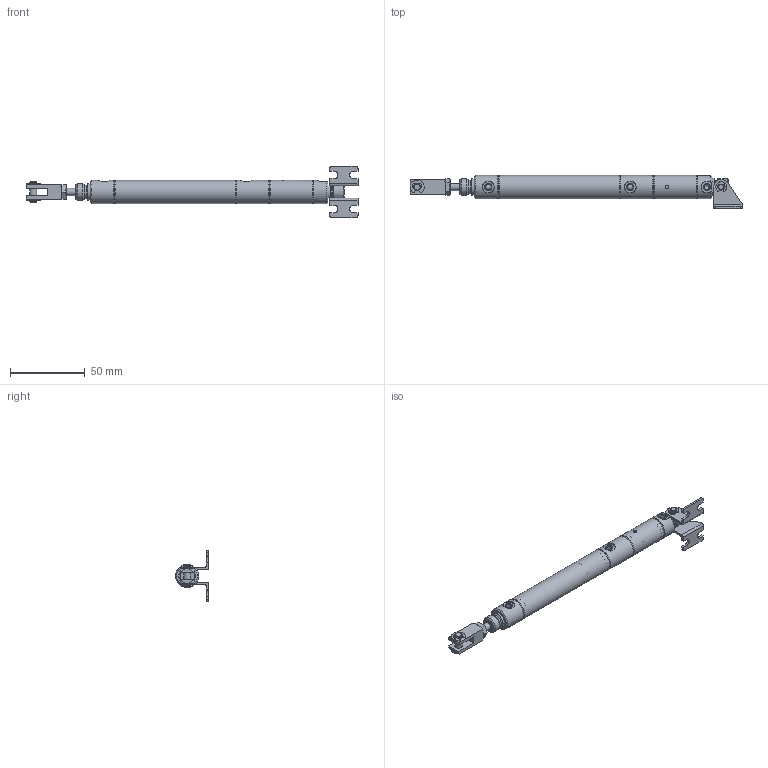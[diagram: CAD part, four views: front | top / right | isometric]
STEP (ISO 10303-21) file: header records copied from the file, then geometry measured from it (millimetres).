
FILE_DESCRIPTION( ( 'STEP AP203' ), '1' );
FILE_NAME( '020_25_2-DXP_D-850__D-12321-A__2_03.stp', ' ', ( ' ' ), ( ' ' ), 'PSStep 15.0.47', 'PARTsolutions', ' ' );
FILE_SCHEMA( ( 'CONFIG_CONTROL_DESIGN' ) );
Length unit declared in the file: inch
Products named in the file (20): 020.25/2-DXP(D-850)(D-12321-A); HI_020.25/2-DXP(D-850)(D-12321-A)0_dummy; HI_D-68355-XP--0; HI_D-75938XP-1.188; HI_D-15705rear_head; HI_D-8597; HI_D-12321-A-dummy; HI_D-9963_pin; HI_D-782_pin; HI_D-9769-clevis_pin; HI_D-9770-rr; HI_D-7516XP-3.25; HI_D-26368----0.5_rod_guide_cyl; HI_D-75080.25-2XP-4.531-3pos; HI_D-850-dummy; HI_D-14043; HI_D-12304; HI_D-5406; HI_D-5288; HI_D-95380.25-2XP-2.106-3pos
Assembly tree (21 placements, depth 2):
  020.25/2-DXP(D-850)(D-12321-A)
    HI_020.25/2-DXP(D-850)(D-12321-A)0_dummy
    HI_D-68355-XP--0
    HI_D-75938XP-1.188
    HI_D-15705rear_head
    HI_D-8597
    HI_D-12321-A-dummy
    HI_D-9963_pin
    HI_D-782_pin
    HI_D-9769-clevis_pin
    HI_D-9770-rr  x2
    HI_D-7516XP-3.25
    HI_D-26368----0.5_rod_guide_cyl
    HI_D-75080.25-2XP-4.531-3pos
    HI_D-850-dummy
    HI_D-14043
    HI_D-12304
    HI_D-5406  x2
    HI_D-5288
    HI_D-95380.25-2XP-2.106-3pos
Bounding box: 222.69 x 22.17 x 34.29 mm (x, y, z)
Volume: 25113.8 mm3; surface area: 26296.7 mm2
Topology: 18 solids, 18 shells, 356 faces, 815 edges, 523 vertices
Faces by surface type: cylinder 146, plane 132, cone 64, bspline 8, torus 6
Full cylindrical faces by diameter (mm): 2.388 x1, 2.972 x2, 3.759 x2, 3.94 x3, 3.967 x5, 3.988 x1, 4.026 x2, 4.039 x1, 4.318 x1, 4.75 x3, 4.826 x5, 5.334 x2, 5.55 x2, 9.144 x1, 9.525 x1, 11.062 x1, 11.112 x1, 13.284 x8, 14.554 x8, 15.494 x2, 15.621 x7
Entity records: 9228 total; most frequent: CARTESIAN_POINT 2110, DIRECTION 1431, ORIENTED_EDGE 1136, AXIS2_PLACEMENT_3D 613, EDGE_CURVE 568, EDGE_LOOP 477, VERTEX_POINT 425, FACE_OUTER_BOUND 371
